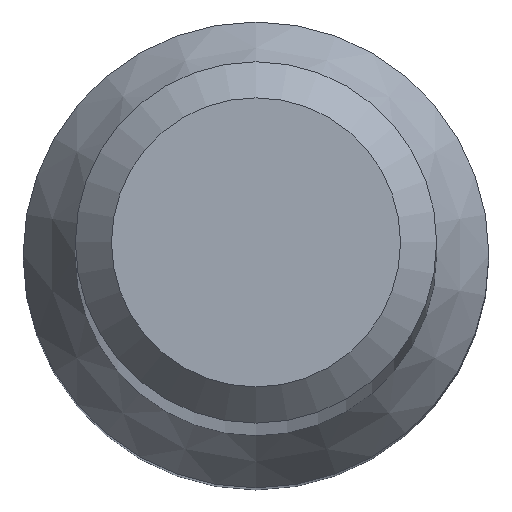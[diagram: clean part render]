
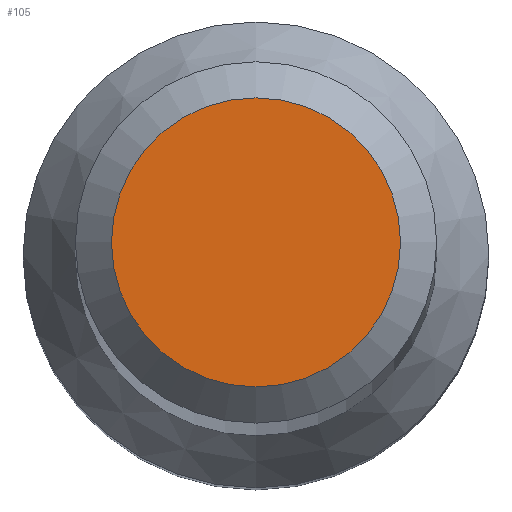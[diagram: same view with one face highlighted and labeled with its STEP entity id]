
A CAD part, top view. The second image highlights one B-rep face of the part: STEP entity #105.
In plain terms, the highlighted planar face has unit normal (0, 0, 1).
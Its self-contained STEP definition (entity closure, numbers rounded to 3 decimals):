
#2 = DIRECTION ( 'NONE',  ( 0., -1., 0. ) ) ;
#6 = VERTEX_POINT ( 'NONE', #20 ) ;
#20 = CARTESIAN_POINT ( 'NONE',  ( 0., 1.2, 70. ) ) ;
#28 = CARTESIAN_POINT ( 'NONE',  ( 0., 0., 70. ) ) ;
#47 = DIRECTION ( 'NONE',  ( 0., 0., 1. ) ) ;
#97 = CARTESIAN_POINT ( 'NONE',  ( 0., 0., 70. ) ) ;
#105 = ADVANCED_FACE ( 'NONE', ( #227 ), #128, .T. ) ;
#112 = DIRECTION ( 'NONE',  ( 0., 0., -1. ) ) ;
#128 = PLANE ( 'NONE',  #190 ) ;
#164 = AXIS2_PLACEMENT_3D ( 'NONE', #97, #112, #192 ) ;
#167 = EDGE_CURVE ( 'NONE', #6, #6, #175, .T. ) ;
#175 = CIRCLE ( 'NONE', #164, 1.2 ) ;
#185 = ORIENTED_EDGE ( 'NONE', *, *, #167, .F. ) ;
#190 = AXIS2_PLACEMENT_3D ( 'NONE', #28, #47, #2 ) ;
#192 = DIRECTION ( 'NONE',  ( 0., 1., 0. ) ) ;
#227 = FACE_OUTER_BOUND ( 'NONE', #241, .T. ) ;
#241 = EDGE_LOOP ( 'NONE', ( #185 ) ) ;
